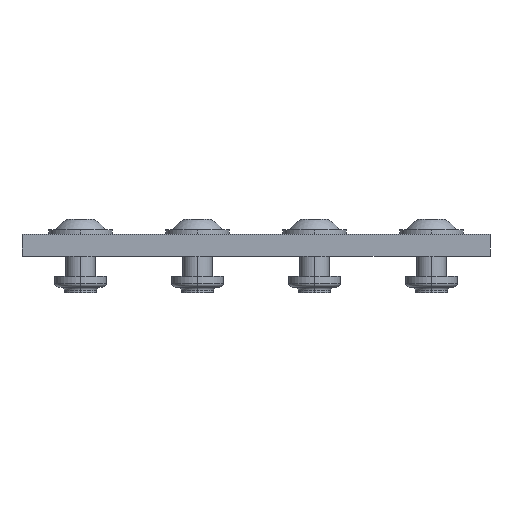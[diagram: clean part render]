
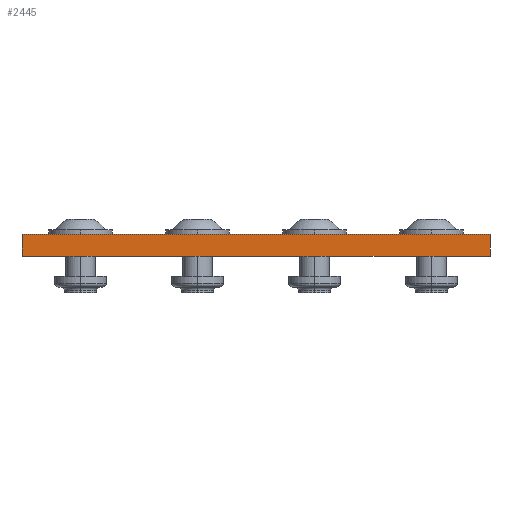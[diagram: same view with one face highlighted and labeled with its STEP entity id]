
A CAD part, front view. The second image highlights one B-rep face of the part: STEP entity #2445.
In plain terms, the highlighted planar face has unit normal (0, -1, 0).
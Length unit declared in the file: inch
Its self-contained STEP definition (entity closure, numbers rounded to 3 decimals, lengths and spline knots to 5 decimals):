
#44 = VERTEX_POINT ( 'NONE', #580 ) ;
#62 = EDGE_CURVE ( 'NONE', #44, #89, #665, .T. ) ;
#89 = VERTEX_POINT ( 'NONE', #878 ) ;
#176 = EDGE_LOOP ( 'NONE', ( #1412, #2450, #2424, #191 ) ) ;
#191 = ORIENTED_EDGE ( 'NONE', *, *, #62, .T. ) ;
#217 = LINE ( 'NONE', #218, #219 ) ;
#218 = CARTESIAN_POINT ( 'NONE',  ( 0., 0., 0. ) ) ;
#219 = VECTOR ( 'NONE', #220, 39.37008 ) ;
#220 = DIRECTION ( 'NONE',  ( 1., 0., 0. ) ) ;
#555 = CARTESIAN_POINT ( 'NONE',  ( 4., 0., 0. ) ) ;
#575 = CARTESIAN_POINT ( 'NONE',  ( 4., 0., 0.188 ) ) ;
#580 = CARTESIAN_POINT ( 'NONE',  ( 0., 0., 0.188 ) ) ;
#665 = LINE ( 'NONE', #666, #667 ) ;
#666 = CARTESIAN_POINT ( 'NONE',  ( 0., 0., 0.188 ) ) ;
#667 = VECTOR ( 'NONE', #668, 39.37008 ) ;
#668 = DIRECTION ( 'NONE',  ( 0., 0., -1. ) ) ;
#737 = LINE ( 'NONE', #738, #739 ) ;
#738 = CARTESIAN_POINT ( 'NONE',  ( 0., 0., 0.188 ) ) ;
#739 = VECTOR ( 'NONE', #740, 39.37008 ) ;
#740 = DIRECTION ( 'NONE',  ( 1., 0., 0. ) ) ;
#878 = CARTESIAN_POINT ( 'NONE',  ( 0., 0., 0. ) ) ;
#947 = LINE ( 'NONE', #948, #949 ) ;
#948 = CARTESIAN_POINT ( 'NONE',  ( 4., 0., 0.188 ) ) ;
#949 = VECTOR ( 'NONE', #950, 39.37008 ) ;
#950 = DIRECTION ( 'NONE',  ( 0., 0., -1. ) ) ;
#951 = EDGE_CURVE ( 'NONE', #44, #2350, #737, .T. ) ;
#1328 = FACE_OUTER_BOUND ( 'NONE', #176, .T. ) ;
#1329 = PLANE ( 'NONE',  #1330 ) ;
#1330 = AXIS2_PLACEMENT_3D ( 'NONE', #1331, #1332, #1333 ) ;
#1331 = CARTESIAN_POINT ( 'NONE',  ( 0., 0., 0.188 ) ) ;
#1332 = DIRECTION ( 'NONE',  ( 0., 1., 0. ) ) ;
#1333 = DIRECTION ( 'NONE',  ( -1., 0., 0. ) ) ;
#1342 = EDGE_CURVE ( 'NONE', #2350, #2495, #947, .T. ) ;
#1412 = ORIENTED_EDGE ( 'NONE', *, *, #2596, .T. ) ;
#2350 = VERTEX_POINT ( 'NONE', #575 ) ;
#2424 = ORIENTED_EDGE ( 'NONE', *, *, #951, .F. ) ;
#2445 = ADVANCED_FACE ( 'NONE', ( #1328 ), #1329, .F. ) ;
#2450 = ORIENTED_EDGE ( 'NONE', *, *, #1342, .F. ) ;
#2495 = VERTEX_POINT ( 'NONE', #555 ) ;
#2596 = EDGE_CURVE ( 'NONE', #89, #2495, #217, .T. ) ;
